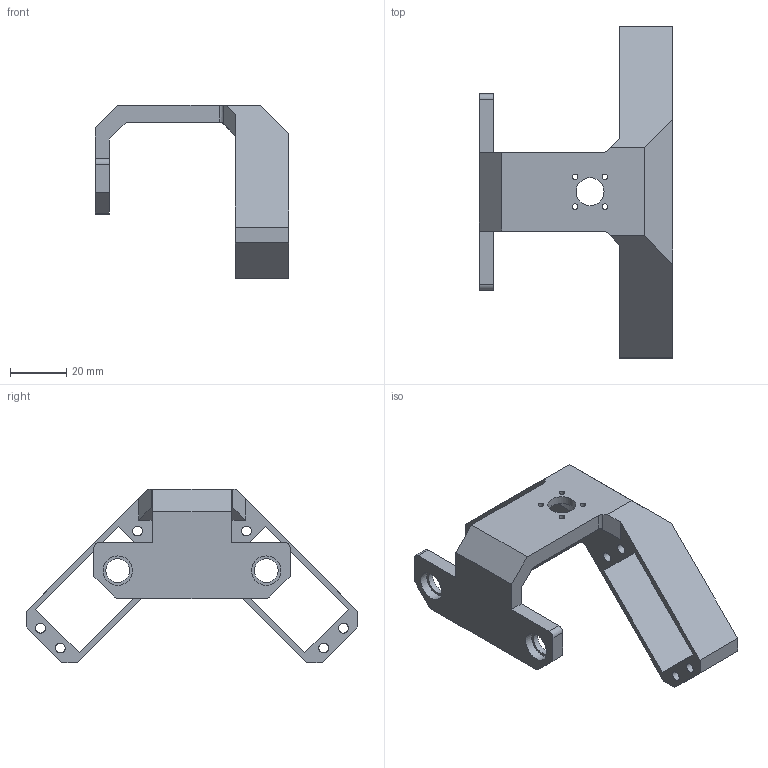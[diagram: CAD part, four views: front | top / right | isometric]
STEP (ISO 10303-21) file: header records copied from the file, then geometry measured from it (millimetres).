
FILE_DESCRIPTION(('FreeCAD Model'),'2;1');
FILE_NAME( 'hip.step', '2015-04-08T02:20:39',('FreeCAD'),('FreeCAD'), 'Open CASCADE STEP processor 6.7','FreeCAD','Unknown');
FILE_SCHEMA(('AUTOMOTIVE_DESIGN_CC2 { 1 2 10303 214 -1 1 5 4 }'));
Length unit declared in the file: millimetre
Products named in the file (1): Cut088
Bounding box: 69 x 118.45 x 61.84 mm (x, y, z)
Volume: 44721.9 mm3; surface area: 23342.6 mm2
Topology: 1 solids, 1 shells, 69 faces, 195 edges, 130 vertices
Faces by surface type: plane 44, cylinder 25
Full cylindrical faces by diameter (mm): 2 x4, 3.5 x8, 8.5 x2, 10 x1, 10.5 x2, 22.5 x1
Entity records: 5471 total; most frequent: CARTESIAN_POINT 1109, DIRECTION 692, LINE 403, VECTOR 403, ORIENTED_EDGE 390, PCURVE 390, DEFINITIONAL_REPRESENTATION 390, EDGE_CURVE 195
